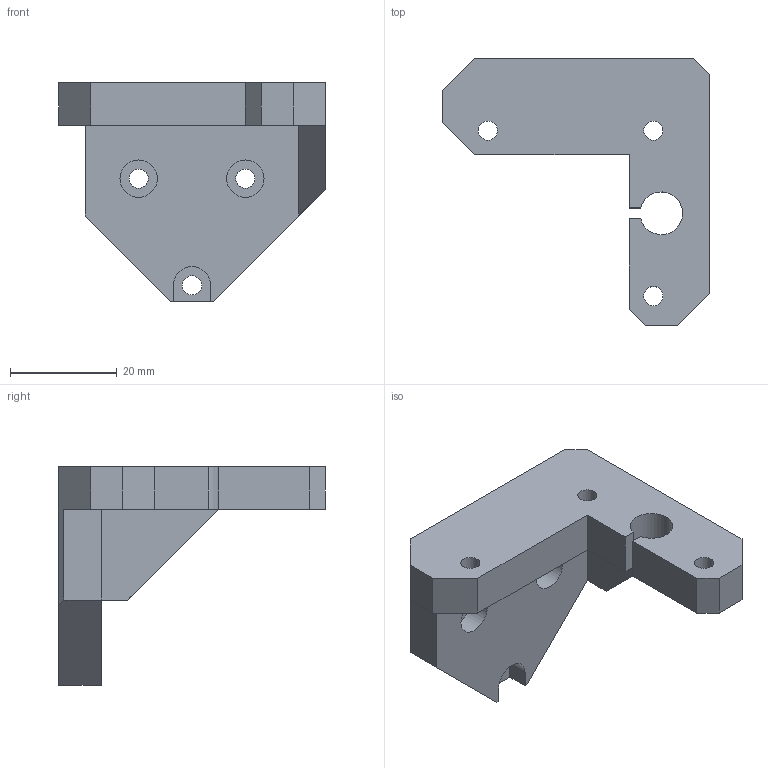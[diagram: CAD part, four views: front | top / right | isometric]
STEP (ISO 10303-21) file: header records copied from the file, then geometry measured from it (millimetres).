
FILE_DESCRIPTION(/* description */ (''),/* implementation_level */ '2;1');
FILE_NAME(/* name */ 'Z Bottom Right.step',/* time_stamp */ '2018-02-09T16:34:18+05:00',/* author */ (''),/* organization */ (''),/* preprocessor_version */ 'ST-DEVELOPER v16.13',/* originating_system */ 'Autodesk Translation Framework v6.5.0.72',/* authorisation */ '');
FILE_SCHEMA (('AUTOMOTIVE_DESIGN { 1 0 10303 214 3 1 1 }'));
Length unit declared in the file: millimetre
Products named in the file (1): Z-AXIS-BOTTOM-RIGHT
Bounding box: 50 x 50 x 41 mm (x, y, z)
Volume: 19354.9 mm3; surface area: 7707.8 mm2
Topology: 1 solids, 1 shells, 39 faces, 120 edges, 85 vertices
Faces by surface type: plane 29, cylinder 10
Full cylindrical faces by diameter (mm): 3.6 x6, 7 x2
Entity records: 1428 total; most frequent: CARTESIAN_POINT 245, ORIENTED_EDGE 240, DIRECTION 237, EDGE_CURVE 120, VERTEX_POINT 85, LINE 83, VECTOR 83, AXIS2_PLACEMENT_3D 77
